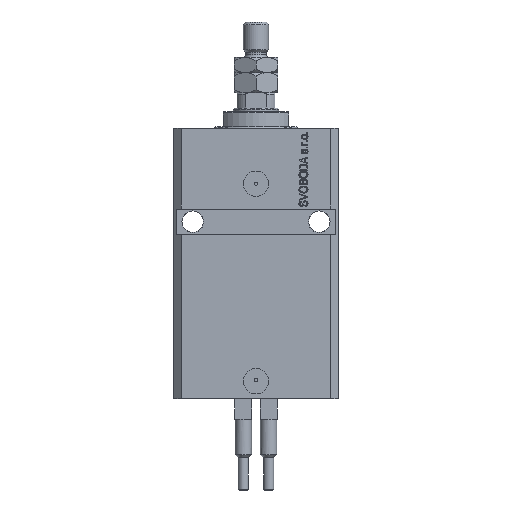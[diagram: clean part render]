
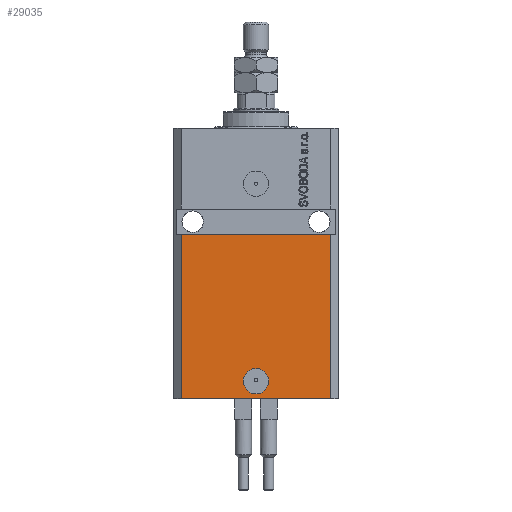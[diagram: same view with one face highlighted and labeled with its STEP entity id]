
A CAD part, front view. The second image highlights one B-rep face of the part: STEP entity #29035.
In plain terms, the highlighted planar face has unit normal (0, -1, 0).
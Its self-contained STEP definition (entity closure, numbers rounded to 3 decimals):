
#40 = CARTESIAN_POINT ( 'NONE',  ( 0., -22.5, -100. ) ) ;
#209 = EDGE_CURVE ( 'NONE', #29902, #38519, #35530, .T. ) ;
#351 = CARTESIAN_POINT ( 'NONE',  ( -29.5, -22.5, -107. ) ) ;
#2088 = CARTESIAN_POINT ( 'NONE',  ( 29.5, -22.5, -107. ) ) ;
#2314 = FACE_BOUND ( 'NONE', #35093, .T. ) ;
#3053 = CARTESIAN_POINT ( 'NONE',  ( -29.5, -22.5, -107. ) ) ;
#6089 = ORIENTED_EDGE ( 'NONE', *, *, #209, .T. ) ;
#6272 = LINE ( 'NONE', #6508, #29947 ) ;
#6508 = CARTESIAN_POINT ( 'NONE',  ( -32.5, -22.5, -42. ) ) ;
#6529 = ORIENTED_EDGE ( 'NONE', *, *, #14491, .F. ) ;
#7452 = CARTESIAN_POINT ( 'NONE',  ( -29.5, -22.5, -107. ) ) ;
#7652 = AXIS2_PLACEMENT_3D ( 'NONE', #40, #46655, #34739 ) ;
#8039 = CARTESIAN_POINT ( 'NONE',  ( 29.5, -22.5, -107. ) ) ;
#8361 = VECTOR ( 'NONE', #31087, 1000. ) ;
#9166 = AXIS2_PLACEMENT_3D ( 'NONE', #22253, #10117, #21771 ) ;
#9424 = VECTOR ( 'NONE', #31973, 1000. ) ;
#10115 = AXIS2_PLACEMENT_3D ( 'NONE', #3053, #18254, #21560 ) ;
#10117 = DIRECTION ( 'NONE',  ( 0., -1., 0. ) ) ;
#10874 = EDGE_CURVE ( 'NONE', #29902, #24948, #23406, .T. ) ;
#11115 = ORIENTED_EDGE ( 'NONE', *, *, #25216, .F. ) ;
#11728 = CIRCLE ( 'NONE', #7652, 5. ) ;
#14491 = EDGE_CURVE ( 'NONE', #24948, #23435, #6272, .T. ) ;
#15558 = EDGE_LOOP ( 'NONE', ( #6529, #37124, #6089, #38769 ) ) ;
#16280 = ORIENTED_EDGE ( 'NONE', *, *, #46475, .F. ) ;
#16536 = CARTESIAN_POINT ( 'NONE',  ( -29.5, -22.5, -107. ) ) ;
#17735 = VERTEX_POINT ( 'NONE', #18127 ) ;
#18127 = CARTESIAN_POINT ( 'NONE',  ( 5., -22.5, -100. ) ) ;
#18254 = DIRECTION ( 'NONE',  ( 0., -1., 0. ) ) ;
#21560 = DIRECTION ( 'NONE',  ( 1., 0., 0. ) ) ;
#21771 = DIRECTION ( 'NONE',  ( 1., 0., 0. ) ) ;
#22253 = CARTESIAN_POINT ( 'NONE',  ( 0., -22.5, -100. ) ) ;
#23406 = LINE ( 'NONE', #351, #24263 ) ;
#23435 = VERTEX_POINT ( 'NONE', #40179 ) ;
#24263 = VECTOR ( 'NONE', #39104, 1000. ) ;
#24948 = VERTEX_POINT ( 'NONE', #45338 ) ;
#25216 = EDGE_CURVE ( 'NONE', #39321, #17735, #32640, .T. ) ;
#25352 = EDGE_CURVE ( 'NONE', #38519, #23435, #50085, .T. ) ;
#29035 = ADVANCED_FACE ( 'NONE', ( #2314, #29400 ), #41547, .T. ) ;
#29400 = FACE_OUTER_BOUND ( 'NONE', #15558, .T. ) ;
#29902 = VERTEX_POINT ( 'NONE', #7452 ) ;
#29947 = VECTOR ( 'NONE', #48341, 1000. ) ;
#31087 = DIRECTION ( 'NONE',  ( 0., 0., 1. ) ) ;
#31973 = DIRECTION ( 'NONE',  ( 1., 0., 0. ) ) ;
#32640 = CIRCLE ( 'NONE', #9166, 5. ) ;
#34739 = DIRECTION ( 'NONE',  ( 1., 0., 0. ) ) ;
#35093 = EDGE_LOOP ( 'NONE', ( #16280, #11115 ) ) ;
#35530 = LINE ( 'NONE', #16536, #9424 ) ;
#37124 = ORIENTED_EDGE ( 'NONE', *, *, #10874, .F. ) ;
#38519 = VERTEX_POINT ( 'NONE', #2088 ) ;
#38769 = ORIENTED_EDGE ( 'NONE', *, *, #25352, .T. ) ;
#39104 = DIRECTION ( 'NONE',  ( 0., 0., 1. ) ) ;
#39321 = VERTEX_POINT ( 'NONE', #42628 ) ;
#40179 = CARTESIAN_POINT ( 'NONE',  ( 29.5, -22.5, -42. ) ) ;
#41547 = PLANE ( 'NONE',  #10115 ) ;
#42628 = CARTESIAN_POINT ( 'NONE',  ( -5., -22.5, -100. ) ) ;
#45338 = CARTESIAN_POINT ( 'NONE',  ( -29.5, -22.5, -42. ) ) ;
#46475 = EDGE_CURVE ( 'NONE', #17735, #39321, #11728, .T. ) ;
#46655 = DIRECTION ( 'NONE',  ( 0., -1., 0. ) ) ;
#48341 = DIRECTION ( 'NONE',  ( 1., 0., 0. ) ) ;
#50085 = LINE ( 'NONE', #8039, #8361 ) ;
